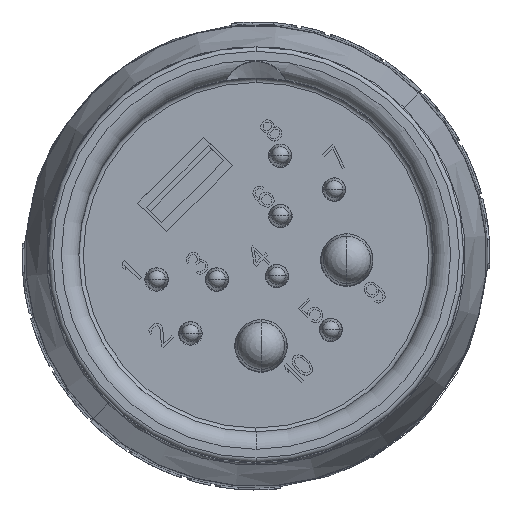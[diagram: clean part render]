
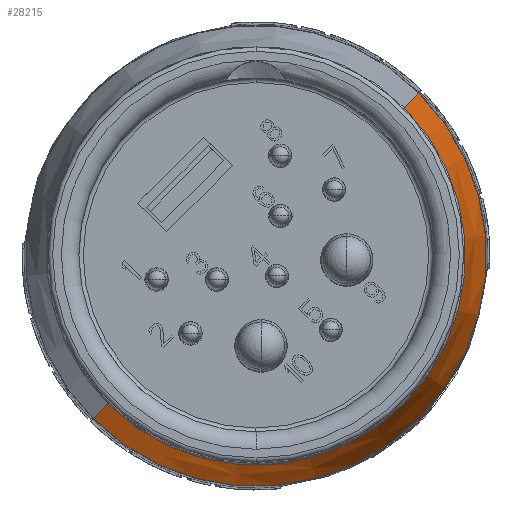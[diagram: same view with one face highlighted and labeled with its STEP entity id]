
A CAD part, top view. The second image highlights one B-rep face of the part: STEP entity #28215.
In plain terms, the highlighted conical face has half-angle 14.997 degrees and reference radius 10.056 mm.
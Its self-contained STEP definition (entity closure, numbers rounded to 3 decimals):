
#7902=DIRECTION('',(0.183,0.183,0.966));
#7903=VECTOR('',#7902,3.699);
#7904=CARTESIAN_POINT('',(-7.449,-7.449,
-2.475));
#7905=LINE('',#7904,#7903);
#7911=DIRECTION('',(-0.183,-0.183,0.966));
#7912=VECTOR('',#7911,3.699);
#7913=CARTESIAN_POINT('',(7.449,7.449,-2.475));
#7914=LINE('',#7913,#7912);
#7915=CARTESIAN_POINT('',(0.,0.,1.097));
#7916=DIRECTION('',(0.,0.,1.));
#7917=DIRECTION('',(-0.707,-0.707,0.));
#7918=AXIS2_PLACEMENT_3D('',#7915,#7916,#7917);
#7920=CARTESIAN_POINT('',(0.,0.,-2.475));
#7921=DIRECTION('',(0.,0.,1.));
#7922=DIRECTION('',(-0.707,-0.707,0.));
#7923=AXIS2_PLACEMENT_3D('',#7920,#7921,#7922);
#16030=CARTESIAN_POINT('',(6.772,6.772,1.097));
#16031=CARTESIAN_POINT('',(-6.772,-6.772,
1.097));
#16032=VERTEX_POINT('',#16030);
#16033=VERTEX_POINT('',#16031);
#16034=CARTESIAN_POINT('',(7.449,7.449,
-2.475));
#16035=CARTESIAN_POINT('',(-7.449,-7.449,
-2.475));
#16036=VERTEX_POINT('',#16034);
#16037=VERTEX_POINT('',#16035);
#28203=CARTESIAN_POINT('',(0.,0.,-0.689));
#28204=DIRECTION('',(0.,0.,-1.));
#28205=DIRECTION('',(0.707,0.707,0.));
#28206=AXIS2_PLACEMENT_3D('',#28203,#28204,#28205);
#28207=CONICAL_SURFACE('',#28206,10.056,14.997);
#28208=ORIENTED_EDGE('',*,*,#28153,.T.);
#28209=ORIENTED_EDGE('',*,*,#28198,.F.);
#28211=ORIENTED_EDGE('',*,*,#28210,.F.);
#28212=ORIENTED_EDGE('',*,*,#28194,.T.);
#28213=EDGE_LOOP('',(#28208,#28209,#28211,#28212));
#28214=FACE_OUTER_BOUND('',#28213,.F.);
#28215=ADVANCED_FACE('',(#28214),#28207,.T.);
#7919=CIRCLE('',#7918,9.578);
#7924=CIRCLE('',#7923,10.535);
#28153=EDGE_CURVE('',#16033,#16032,#7919,.T.);
#28194=EDGE_CURVE('',#16037,#16033,#7905,.T.);
#28198=EDGE_CURVE('',#16036,#16032,#7914,.T.);
#28210=EDGE_CURVE('',#16037,#16036,#7924,.T.);
